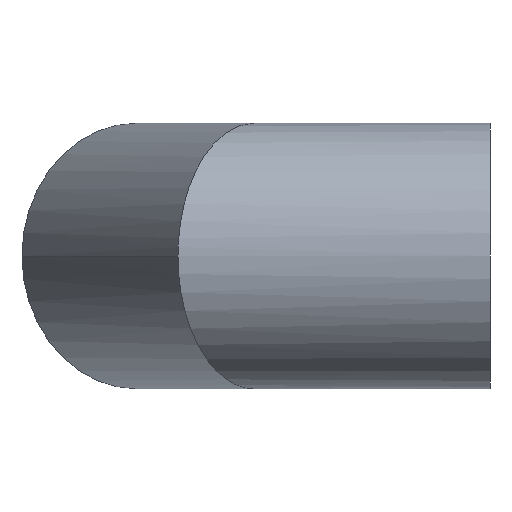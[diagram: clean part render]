
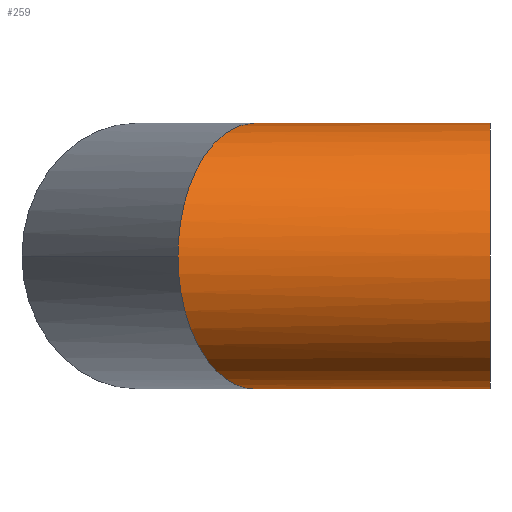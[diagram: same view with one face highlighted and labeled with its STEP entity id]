
A CAD part, left-side view. The second image highlights one B-rep face of the part: STEP entity #259.
In plain terms, the highlighted cylindrical face has radius 177.5 mm (diameter 355 mm), a partial arc.
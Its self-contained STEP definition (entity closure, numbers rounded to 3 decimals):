
#1 =( BOUNDED_CURVE ( )  B_SPLINE_CURVE ( 3, ( #37, #58, #158, #192 ),
 .UNSPECIFIED., .F., .T. ) 
 B_SPLINE_CURVE_WITH_KNOTS ( ( 4, 4 ),
 ( 0., 1.571 ),
 .UNSPECIFIED. ) 
 CURVE ( )  GEOMETRIC_REPRESENTATION_ITEM ( )  RATIONAL_B_SPLINE_CURVE ( ( 1., 0.805, 0.805, 1. ) ) 
 REPRESENTATION_ITEM ( '' )  );
#6 = CARTESIAN_POINT ( 'NONE',  ( 0., 314.667, 177.5 ) ) ;
#37 = CARTESIAN_POINT ( 'NONE',  ( -177.5, 417.146, 0. ) ) ;
#42 = CARTESIAN_POINT ( 'NONE',  ( 0., 0., 177.5 ) ) ;
#58 = CARTESIAN_POINT ( 'NONE',  ( -177.5, 417.146, -103.977 ) ) ;
#65 = LINE ( 'NONE', #42, #118 ) ;
#67 = DIRECTION ( 'NONE',  ( 0., 1., 0. ) ) ;
#68 = CYLINDRICAL_SURFACE ( 'NONE', #78, 177.5 ) ;
#71 = EDGE_CURVE ( 'NONE', #305, #212, #65, .T. ) ;
#72 = CARTESIAN_POINT ( 'NONE',  ( 0., 0., 177.5 ) ) ;
#78 = AXIS2_PLACEMENT_3D ( 'NONE', #154, #243, #279 ) ;
#84 = CARTESIAN_POINT ( 'NONE',  ( -177.5, 417.146, 0. ) ) ;
#90 = AXIS2_PLACEMENT_3D ( 'NONE', #359, #333, #190 ) ;
#116 = EDGE_CURVE ( 'NONE', #212, #244, #376, .T. ) ;
#118 = VECTOR ( 'NONE', #67, 1000. ) ;
#127 = ORIENTED_EDGE ( 'NONE', *, *, #174, .T. ) ;
#129 = VERTEX_POINT ( 'NONE', #220 ) ;
#142 = EDGE_CURVE ( 'NONE', #242, #305, #274, .T. ) ;
#154 = CARTESIAN_POINT ( 'NONE',  ( 0., 0., 0. ) ) ;
#158 = CARTESIAN_POINT ( 'NONE',  ( -103.977, 374.698, -177.5 ) ) ;
#174 = EDGE_CURVE ( 'NONE', #244, #129, #1, .T. ) ;
#184 = CARTESIAN_POINT ( 'NONE',  ( -103.977, 374.698, 177.5 ) ) ;
#185 = ORIENTED_EDGE ( 'NONE', *, *, #352, .F. ) ;
#187 = ORIENTED_EDGE ( 'NONE', *, *, #142, .T. ) ;
#190 = DIRECTION ( 'NONE',  ( 0., 0., 1. ) ) ;
#192 = CARTESIAN_POINT ( 'NONE',  ( 0., 314.667, -177.5 ) ) ;
#205 = VECTOR ( 'NONE', #378, 1000. ) ;
#212 = VERTEX_POINT ( 'NONE', #6 ) ;
#220 = CARTESIAN_POINT ( 'NONE',  ( 0., 314.667, -177.5 ) ) ;
#222 = FACE_OUTER_BOUND ( 'NONE', #365, .T. ) ;
#225 = CARTESIAN_POINT ( 'NONE',  ( 0., 0., -177.5 ) ) ;
#242 = VERTEX_POINT ( 'NONE', #272 ) ;
#243 = DIRECTION ( 'NONE',  ( 0., 1., 0. ) ) ;
#244 = VERTEX_POINT ( 'NONE', #84 ) ;
#259 = ADVANCED_FACE ( 'NONE', ( #222 ), #68, .T. ) ;
#272 = CARTESIAN_POINT ( 'NONE',  ( 0., 0., -177.5 ) ) ;
#274 = CIRCLE ( 'NONE', #90, 177.5 ) ;
#279 = DIRECTION ( 'NONE',  ( 0., 0., 1. ) ) ;
#305 = VERTEX_POINT ( 'NONE', #72 ) ;
#309 = CARTESIAN_POINT ( 'NONE',  ( -177.5, 417.146, 0. ) ) ;
#320 = ORIENTED_EDGE ( 'NONE', *, *, #71, .T. ) ;
#333 = DIRECTION ( 'NONE',  ( 0., 1., 0. ) ) ;
#338 = ORIENTED_EDGE ( 'NONE', *, *, #116, .T. ) ;
#342 = CARTESIAN_POINT ( 'NONE',  ( -177.5, 417.146, 103.977 ) ) ;
#349 = LINE ( 'NONE', #225, #205 ) ;
#352 = EDGE_CURVE ( 'NONE', #242, #129, #349, .T. ) ;
#359 = CARTESIAN_POINT ( 'NONE',  ( 0., 0., 0. ) ) ;
#365 = EDGE_LOOP ( 'NONE', ( #185, #187, #320, #338, #127 ) ) ;
#369 = CARTESIAN_POINT ( 'NONE',  ( 0., 314.667, 177.5 ) ) ;
#376 =( BOUNDED_CURVE ( )  B_SPLINE_CURVE ( 3, ( #369, #184, #342, #309 ),
 .UNSPECIFIED., .F., .T. ) 
 B_SPLINE_CURVE_WITH_KNOTS ( ( 4, 4 ),
 ( 4.712, 6.283 ),
 .UNSPECIFIED. ) 
 CURVE ( )  GEOMETRIC_REPRESENTATION_ITEM ( )  RATIONAL_B_SPLINE_CURVE ( ( 1., 0.805, 0.805, 1. ) ) 
 REPRESENTATION_ITEM ( '' )  );
#378 = DIRECTION ( 'NONE',  ( 0., 1., 0. ) ) ;
